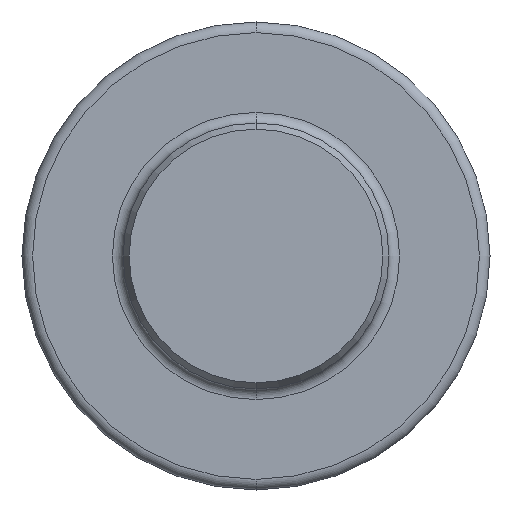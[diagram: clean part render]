
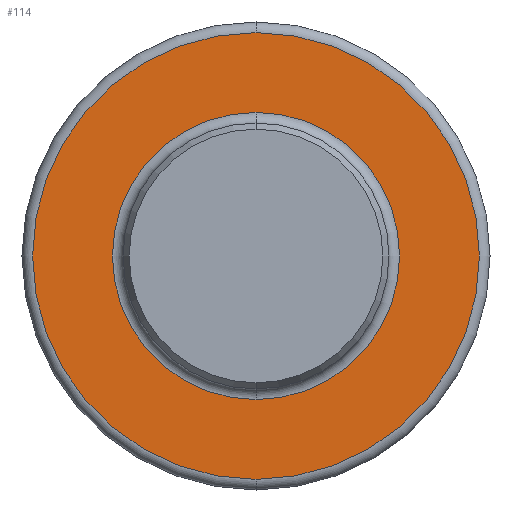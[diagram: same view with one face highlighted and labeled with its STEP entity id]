
A CAD part, front view. The second image highlights one B-rep face of the part: STEP entity #114.
In plain terms, the highlighted planar face has unit normal (0, -1, 0).
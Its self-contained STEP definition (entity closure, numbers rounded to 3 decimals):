
#10 = DIRECTION ( 'NONE',  ( 0., -1., 0. ) ) ;
#12 = AXIS2_PLACEMENT_3D ( 'NONE', #550, #64, #514 ) ;
#34 = VERTEX_POINT ( 'NONE', #715 ) ;
#64 = DIRECTION ( 'NONE',  ( 0., 1., 0. ) ) ;
#82 = CIRCLE ( 'NONE', #233, 2.1 ) ;
#114 = ADVANCED_FACE ( 'NONE', ( #761, #303 ), #461, .F. ) ;
#128 = DIRECTION ( 'NONE',  ( 0., 1., 0. ) ) ;
#130 = DIRECTION ( 'NONE',  ( 0., -1., 0. ) ) ;
#144 = AXIS2_PLACEMENT_3D ( 'NONE', #766, #128, #529 ) ;
#160 = ORIENTED_EDGE ( 'NONE', *, *, #482, .T. ) ;
#162 = EDGE_LOOP ( 'NONE', ( #616, #290 ) ) ;
#183 = AXIS2_PLACEMENT_3D ( 'NONE', #318, #130, #434 ) ;
#189 = CIRCLE ( 'NONE', #280, 1.35 ) ;
#233 = AXIS2_PLACEMENT_3D ( 'NONE', #359, #10, #635 ) ;
#239 = CIRCLE ( 'NONE', #183, 2.1 ) ;
#279 = CIRCLE ( 'NONE', #144, 1.35 ) ;
#280 = AXIS2_PLACEMENT_3D ( 'NONE', #567, #312, #700 ) ;
#290 = ORIENTED_EDGE ( 'NONE', *, *, #569, .T. ) ;
#303 = FACE_BOUND ( 'NONE', #162, .T. ) ;
#308 = VERTEX_POINT ( 'NONE', #723 ) ;
#312 = DIRECTION ( 'NONE',  ( 0., 1., 0. ) ) ;
#315 = VERTEX_POINT ( 'NONE', #640 ) ;
#318 = CARTESIAN_POINT ( 'NONE',  ( 0., -2.5, 0. ) ) ;
#320 = CARTESIAN_POINT ( 'NONE',  ( 0., -2.5, 2.1 ) ) ;
#359 = CARTESIAN_POINT ( 'NONE',  ( 0., -2.5, 0. ) ) ;
#403 = ORIENTED_EDGE ( 'NONE', *, *, #623, .T. ) ;
#434 = DIRECTION ( 'NONE',  ( 0., 0., 1. ) ) ;
#461 = PLANE ( 'NONE',  #12 ) ;
#482 = EDGE_CURVE ( 'NONE', #726, #308, #82, .T. ) ;
#505 = EDGE_LOOP ( 'NONE', ( #160, #403 ) ) ;
#514 = DIRECTION ( 'NONE',  ( 0., 0., 1. ) ) ;
#529 = DIRECTION ( 'NONE',  ( 0., 0., 1. ) ) ;
#550 = CARTESIAN_POINT ( 'NONE',  ( -2.2, -2.5, 0. ) ) ;
#567 = CARTESIAN_POINT ( 'NONE',  ( 0., -2.5, 0. ) ) ;
#569 = EDGE_CURVE ( 'NONE', #34, #315, #189, .T. ) ;
#613 = EDGE_CURVE ( 'NONE', #315, #34, #279, .T. ) ;
#616 = ORIENTED_EDGE ( 'NONE', *, *, #613, .T. ) ;
#623 = EDGE_CURVE ( 'NONE', #308, #726, #239, .T. ) ;
#635 = DIRECTION ( 'NONE',  ( 0., 0., 1. ) ) ;
#640 = CARTESIAN_POINT ( 'NONE',  ( 0., -2.5, 1.35 ) ) ;
#700 = DIRECTION ( 'NONE',  ( 0., 0., 1. ) ) ;
#715 = CARTESIAN_POINT ( 'NONE',  ( 0., -2.5, -1.35 ) ) ;
#723 = CARTESIAN_POINT ( 'NONE',  ( 0., -2.5, -2.1 ) ) ;
#726 = VERTEX_POINT ( 'NONE', #320 ) ;
#761 = FACE_OUTER_BOUND ( 'NONE', #505, .T. ) ;
#766 = CARTESIAN_POINT ( 'NONE',  ( 0., -2.5, 0. ) ) ;
